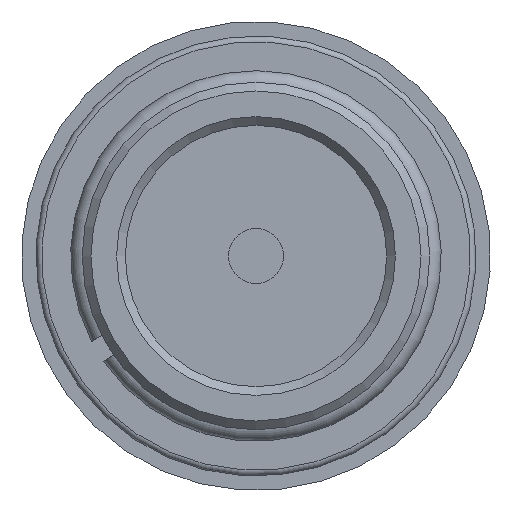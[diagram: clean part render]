
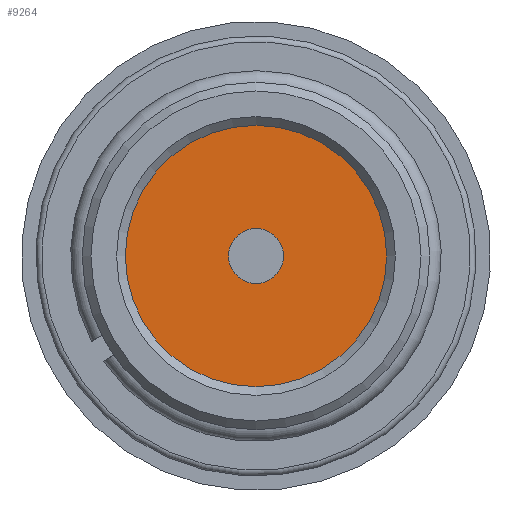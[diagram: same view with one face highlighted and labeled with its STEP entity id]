
A CAD part, left-side view. The second image highlights one B-rep face of the part: STEP entity #9264.
In plain terms, the highlighted planar face has unit normal (-1, 0, 0).
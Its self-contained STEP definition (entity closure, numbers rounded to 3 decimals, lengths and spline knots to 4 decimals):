
#314=FACE_BOUND('',#1102,.T.);
#363=PLANE('',#9819);
#574=FACE_OUTER_BOUND('',#1101,.T.);
#1101=EDGE_LOOP('',(#5887));
#1102=EDGE_LOOP('',(#5888));
#1672=CIRCLE('',#9820,4.515);
#1673=CIRCLE('',#9821,0.95);
#3545=VERTEX_POINT('',#12387);
#3546=VERTEX_POINT('',#12389);
#4476=EDGE_CURVE('',#3545,#3545,#1672,.T.);
#4477=EDGE_CURVE('',#3546,#3546,#1673,.T.);
#5887=ORIENTED_EDGE('',*,*,#4476,.F.);
#5888=ORIENTED_EDGE('',*,*,#4477,.F.);
#9264=ADVANCED_FACE('',(#574,#314),#363,.T.);
#9819=AXIS2_PLACEMENT_3D('',#12386,#10338,#10339);
#9820=AXIS2_PLACEMENT_3D('',#12388,#10340,#10341);
#9821=AXIS2_PLACEMENT_3D('',#12390,#10342,#10343);
#10338=DIRECTION('center_axis',(-1.,0.,0.));
#10339=DIRECTION('ref_axis',(0.,0.,1.));
#10340=DIRECTION('center_axis',(1.,0.,0.));
#10341=DIRECTION('ref_axis',(0.,1.,0.));
#10342=DIRECTION('center_axis',(-1.,0.,0.));
#10343=DIRECTION('ref_axis',(0.,-1.,0.));
#12386=CARTESIAN_POINT('Origin',(4.5,0.,
0.));
#12387=CARTESIAN_POINT('',(4.5,-4.515,0.));
#12388=CARTESIAN_POINT('Origin',(4.5,0.,0.));
#12389=CARTESIAN_POINT('',(4.5,0.95,0.));
#12390=CARTESIAN_POINT('Origin',(4.5,0.,
0.));
